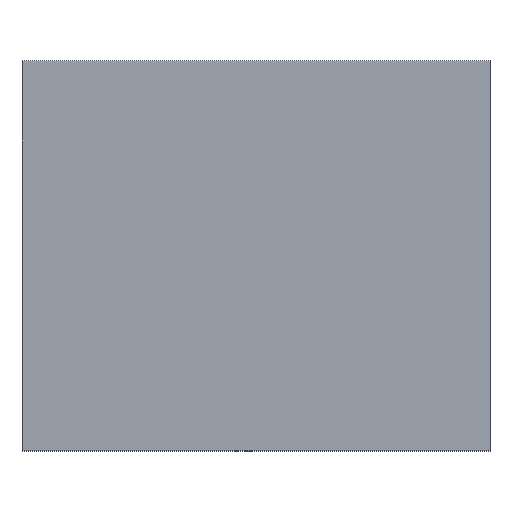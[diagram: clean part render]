
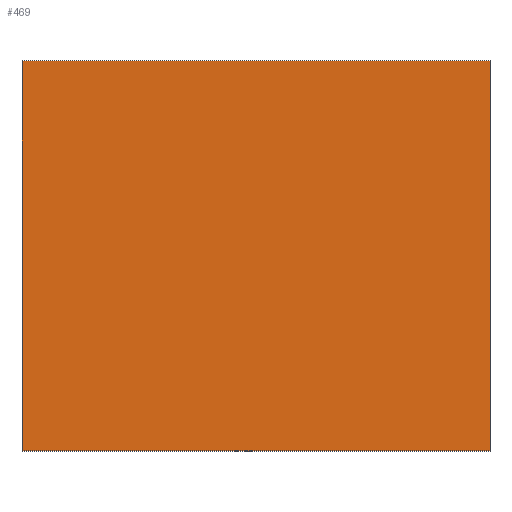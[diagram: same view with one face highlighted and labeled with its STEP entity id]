
A CAD part, top view. The second image highlights one B-rep face of the part: STEP entity #469.
In plain terms, the highlighted planar face has unit normal (0, 0, 1).
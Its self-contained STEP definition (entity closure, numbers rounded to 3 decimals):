
#155 = VERTEX_POINT('',#156);
#156 = CARTESIAN_POINT('',(-3.,2.5,3.));
#163 = PLANE('',#164);
#164 = AXIS2_PLACEMENT_3D('',#165,#166,#167);
#165 = CARTESIAN_POINT('',(-3.,2.5,0.));
#166 = DIRECTION('',(0.,1.,0.));
#167 = DIRECTION('',(1.,0.,0.));
#175 = PLANE('',#176);
#176 = AXIS2_PLACEMENT_3D('',#177,#178,#179);
#177 = CARTESIAN_POINT('',(-3.,-2.5,0.));
#178 = DIRECTION('',(-1.,0.,0.));
#179 = DIRECTION('',(0.,1.,0.));
#187 = EDGE_CURVE('',#155,#188,#190,.T.);
#188 = VERTEX_POINT('',#189);
#189 = CARTESIAN_POINT('',(3.,2.5,3.));
#190 = SURFACE_CURVE('',#191,(#195,#202),.PCURVE_S1.);
#191 = LINE('',#192,#193);
#192 = CARTESIAN_POINT('',(-3.,2.5,3.));
#193 = VECTOR('',#194,1.);
#194 = DIRECTION('',(1.,0.,0.));
#195 = PCURVE('',#163,#196);
#196 = DEFINITIONAL_REPRESENTATION('',(#197),#201);
#197 = LINE('',#198,#199);
#198 = CARTESIAN_POINT('',(0.,-3.));
#199 = VECTOR('',#200,1.);
#200 = DIRECTION('',(1.,0.));
#201 = ( GEOMETRIC_REPRESENTATION_CONTEXT(2) 
PARAMETRIC_REPRESENTATION_CONTEXT() REPRESENTATION_CONTEXT('2D SPACE',''
  ) );
#202 = PCURVE('',#203,#208);
#203 = PLANE('',#204);
#204 = AXIS2_PLACEMENT_3D('',#205,#206,#207);
#205 = CARTESIAN_POINT('',(0.,0.,3.));
#206 = DIRECTION('',(-0.,-0.,-1.));
#207 = DIRECTION('',(-1.,0.,0.));
#208 = DEFINITIONAL_REPRESENTATION('',(#209),#213);
#209 = LINE('',#210,#211);
#210 = CARTESIAN_POINT('',(3.,2.5));
#211 = VECTOR('',#212,1.);
#212 = DIRECTION('',(-1.,0.));
#213 = ( GEOMETRIC_REPRESENTATION_CONTEXT(2) 
PARAMETRIC_REPRESENTATION_CONTEXT() REPRESENTATION_CONTEXT('2D SPACE',''
  ) );
#231 = PLANE('',#232);
#232 = AXIS2_PLACEMENT_3D('',#233,#234,#235);
#233 = CARTESIAN_POINT('',(3.,2.5,0.));
#234 = DIRECTION('',(1.,0.,-0.));
#235 = DIRECTION('',(0.,-1.,0.));
#273 = EDGE_CURVE('',#188,#274,#276,.T.);
#274 = VERTEX_POINT('',#275);
#275 = CARTESIAN_POINT('',(3.,-2.5,3.));
#276 = SURFACE_CURVE('',#277,(#281,#288),.PCURVE_S1.);
#277 = LINE('',#278,#279);
#278 = CARTESIAN_POINT('',(3.,2.5,3.));
#279 = VECTOR('',#280,1.);
#280 = DIRECTION('',(0.,-1.,0.));
#281 = PCURVE('',#231,#282);
#282 = DEFINITIONAL_REPRESENTATION('',(#283),#287);
#283 = LINE('',#284,#285);
#284 = CARTESIAN_POINT('',(0.,-3.));
#285 = VECTOR('',#286,1.);
#286 = DIRECTION('',(1.,0.));
#287 = ( GEOMETRIC_REPRESENTATION_CONTEXT(2) 
PARAMETRIC_REPRESENTATION_CONTEXT() REPRESENTATION_CONTEXT('2D SPACE',''
  ) );
#288 = PCURVE('',#203,#289);
#289 = DEFINITIONAL_REPRESENTATION('',(#290),#294);
#290 = LINE('',#291,#292);
#291 = CARTESIAN_POINT('',(-3.,2.5));
#292 = VECTOR('',#293,1.);
#293 = DIRECTION('',(0.,-1.));
#294 = ( GEOMETRIC_REPRESENTATION_CONTEXT(2) 
PARAMETRIC_REPRESENTATION_CONTEXT() REPRESENTATION_CONTEXT('2D SPACE',''
  ) );
#312 = PLANE('',#313);
#313 = AXIS2_PLACEMENT_3D('',#314,#315,#316);
#314 = CARTESIAN_POINT('',(3.,-2.5,0.));
#315 = DIRECTION('',(0.,-1.,0.));
#316 = DIRECTION('',(-1.,0.,0.));
#349 = EDGE_CURVE('',#274,#350,#352,.T.);
#350 = VERTEX_POINT('',#351);
#351 = CARTESIAN_POINT('',(-3.,-2.5,3.));
#352 = SURFACE_CURVE('',#353,(#357,#364),.PCURVE_S1.);
#353 = LINE('',#354,#355);
#354 = CARTESIAN_POINT('',(3.,-2.5,3.));
#355 = VECTOR('',#356,1.);
#356 = DIRECTION('',(-1.,0.,0.));
#357 = PCURVE('',#312,#358);
#358 = DEFINITIONAL_REPRESENTATION('',(#359),#363);
#359 = LINE('',#360,#361);
#360 = CARTESIAN_POINT('',(0.,-3.));
#361 = VECTOR('',#362,1.);
#362 = DIRECTION('',(1.,0.));
#363 = ( GEOMETRIC_REPRESENTATION_CONTEXT(2) 
PARAMETRIC_REPRESENTATION_CONTEXT() REPRESENTATION_CONTEXT('2D SPACE',''
  ) );
#364 = PCURVE('',#203,#365);
#365 = DEFINITIONAL_REPRESENTATION('',(#366),#370);
#366 = LINE('',#367,#368);
#367 = CARTESIAN_POINT('',(-3.,-2.5));
#368 = VECTOR('',#369,1.);
#369 = DIRECTION('',(1.,0.));
#370 = ( GEOMETRIC_REPRESENTATION_CONTEXT(2) 
PARAMETRIC_REPRESENTATION_CONTEXT() REPRESENTATION_CONTEXT('2D SPACE',''
  ) );
#420 = EDGE_CURVE('',#350,#155,#421,.T.);
#421 = SURFACE_CURVE('',#422,(#426,#433),.PCURVE_S1.);
#422 = LINE('',#423,#424);
#423 = CARTESIAN_POINT('',(-3.,-2.5,3.));
#424 = VECTOR('',#425,1.);
#425 = DIRECTION('',(0.,1.,0.));
#426 = PCURVE('',#175,#427);
#427 = DEFINITIONAL_REPRESENTATION('',(#428),#432);
#428 = LINE('',#429,#430);
#429 = CARTESIAN_POINT('',(0.,-3.));
#430 = VECTOR('',#431,1.);
#431 = DIRECTION('',(1.,0.));
#432 = ( GEOMETRIC_REPRESENTATION_CONTEXT(2) 
PARAMETRIC_REPRESENTATION_CONTEXT() REPRESENTATION_CONTEXT('2D SPACE',''
  ) );
#433 = PCURVE('',#203,#434);
#434 = DEFINITIONAL_REPRESENTATION('',(#435),#439);
#435 = LINE('',#436,#437);
#436 = CARTESIAN_POINT('',(3.,-2.5));
#437 = VECTOR('',#438,1.);
#438 = DIRECTION('',(0.,1.));
#439 = ( GEOMETRIC_REPRESENTATION_CONTEXT(2) 
PARAMETRIC_REPRESENTATION_CONTEXT() REPRESENTATION_CONTEXT('2D SPACE',''
  ) );
#469 = ADVANCED_FACE('',(#470),#203,.F.);
#470 = FACE_BOUND('',#471,.F.);
#471 = EDGE_LOOP('',(#472,#473,#474,#475));
#472 = ORIENTED_EDGE('',*,*,#187,.T.);
#473 = ORIENTED_EDGE('',*,*,#273,.T.);
#474 = ORIENTED_EDGE('',*,*,#349,.T.);
#475 = ORIENTED_EDGE('',*,*,#420,.T.);
